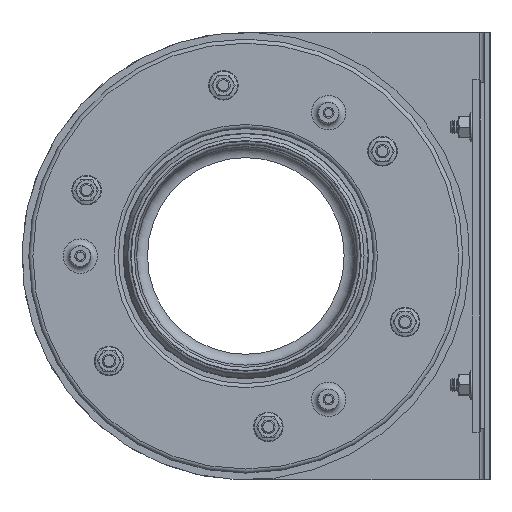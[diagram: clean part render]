
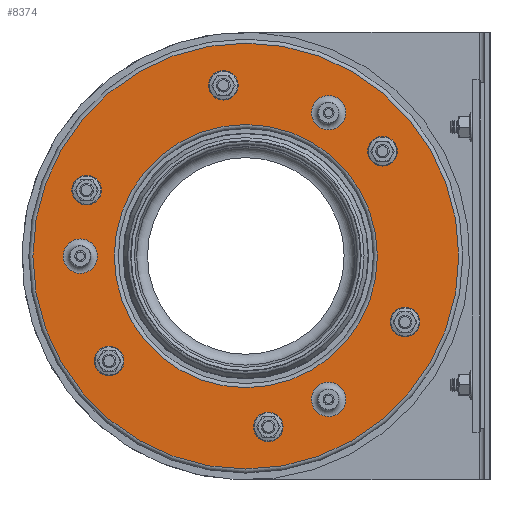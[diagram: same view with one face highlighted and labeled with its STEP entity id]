
A CAD part, top view. The second image highlights one B-rep face of the part: STEP entity #8374.
In plain terms, the highlighted planar face has unit normal (0, 0, 1).
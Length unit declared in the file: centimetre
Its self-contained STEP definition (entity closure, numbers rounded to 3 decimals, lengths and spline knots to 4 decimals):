
#177=FACE_BOUND('',#1367,.T.);
#178=FACE_BOUND('',#1368,.T.);
#179=FACE_BOUND('',#1369,.T.);
#180=FACE_BOUND('',#1370,.T.);
#181=FACE_BOUND('',#1371,.T.);
#182=FACE_BOUND('',#1372,.T.);
#183=FACE_BOUND('',#1373,.T.);
#184=FACE_BOUND('',#1374,.T.);
#185=FACE_BOUND('',#1375,.T.);
#186=FACE_BOUND('',#1376,.T.);
#378=PLANE('',#9170);
#763=FACE_OUTER_BOUND('',#1366,.T.);
#1366=EDGE_LOOP('',(#6023));
#1367=EDGE_LOOP('',(#6024));
#1368=EDGE_LOOP('',(#6025));
#1369=EDGE_LOOP('',(#6026));
#1370=EDGE_LOOP('',(#6027));
#1371=EDGE_LOOP('',(#6028));
#1372=EDGE_LOOP('',(#6029));
#1373=EDGE_LOOP('',(#6030));
#1374=EDGE_LOOP('',(#6031));
#1375=EDGE_LOOP('',(#6032));
#1376=EDGE_LOOP('',(#6033));
#2995=CIRCLE('',#9150,7.);
#2997=CIRCLE('',#9153,7.);
#2999=CIRCLE('',#9156,7.);
#3001=CIRCLE('',#9159,7.);
#3003=CIRCLE('',#9162,7.);
#3005=CIRCLE('',#9165,7.);
#3006=CIRCLE('',#9167,12.6579);
#3009=CIRCLE('',#9171,157.);
#3010=CIRCLE('',#9172,12.6579);
#3011=CIRCLE('',#9173,97.);
#3012=CIRCLE('',#9174,12.6579);
#3609=VERTEX_POINT('',#13573);
#3611=VERTEX_POINT('',#13579);
#3613=VERTEX_POINT('',#13585);
#3615=VERTEX_POINT('',#13591);
#3617=VERTEX_POINT('',#13597);
#3619=VERTEX_POINT('',#13603);
#3620=VERTEX_POINT('',#13607);
#3622=VERTEX_POINT('',#13613);
#3623=VERTEX_POINT('',#13615);
#3624=VERTEX_POINT('',#13617);
#3625=VERTEX_POINT('',#13619);
#4469=EDGE_CURVE('',#3609,#3609,#2995,.T.);
#4472=EDGE_CURVE('',#3611,#3611,#2997,.T.);
#4475=EDGE_CURVE('',#3613,#3613,#2999,.T.);
#4478=EDGE_CURVE('',#3615,#3615,#3001,.T.);
#4481=EDGE_CURVE('',#3617,#3617,#3003,.T.);
#4484=EDGE_CURVE('',#3619,#3619,#3005,.T.);
#4485=EDGE_CURVE('',#3620,#3620,#3006,.T.);
#4488=EDGE_CURVE('',#3622,#3622,#3009,.T.);
#4489=EDGE_CURVE('',#3623,#3623,#3010,.T.);
#4490=EDGE_CURVE('',#3624,#3624,#3011,.T.);
#4491=EDGE_CURVE('',#3625,#3625,#3012,.T.);
#6023=ORIENTED_EDGE('',*,*,#4488,.F.);
#6024=ORIENTED_EDGE('',*,*,#4469,.T.);
#6025=ORIENTED_EDGE('',*,*,#4472,.T.);
#6026=ORIENTED_EDGE('',*,*,#4475,.T.);
#6027=ORIENTED_EDGE('',*,*,#4478,.T.);
#6028=ORIENTED_EDGE('',*,*,#4481,.T.);
#6029=ORIENTED_EDGE('',*,*,#4484,.T.);
#6030=ORIENTED_EDGE('',*,*,#4489,.F.);
#6031=ORIENTED_EDGE('',*,*,#4490,.T.);
#6032=ORIENTED_EDGE('',*,*,#4491,.F.);
#6033=ORIENTED_EDGE('',*,*,#4485,.F.);
#8374=ADVANCED_FACE('',(#763,#177,#178,#179,#180,#181,#182,#183,#184,#185,
#186),#378,.T.);
#9150=AXIS2_PLACEMENT_3D('',#13575,#10824,#10825);
#9153=AXIS2_PLACEMENT_3D('',#13581,#10831,#10832);
#9156=AXIS2_PLACEMENT_3D('',#13587,#10838,#10839);
#9159=AXIS2_PLACEMENT_3D('',#13593,#10845,#10846);
#9162=AXIS2_PLACEMENT_3D('',#13599,#10852,#10853);
#9165=AXIS2_PLACEMENT_3D('',#13605,#10859,#10860);
#9167=AXIS2_PLACEMENT_3D('',#13608,#10863,#10864);
#9170=AXIS2_PLACEMENT_3D('',#13612,#10869,#10870);
#9171=AXIS2_PLACEMENT_3D('',#13614,#10871,#10872);
#9172=AXIS2_PLACEMENT_3D('',#13616,#10873,#10874);
#9173=AXIS2_PLACEMENT_3D('',#13618,#10875,#10876);
#9174=AXIS2_PLACEMENT_3D('',#13620,#10877,#10878);
#10824=DIRECTION('center_axis',(0.,0.,
-1.));
#10825=DIRECTION('ref_axis',(-0.866,0.5,0.));
#10831=DIRECTION('center_axis',(0.,0.,
-1.));
#10832=DIRECTION('ref_axis',(0.866,0.5,0.));
#10838=DIRECTION('center_axis',(0.,0.,
-1.));
#10839=DIRECTION('ref_axis',(0.866,-0.5,0.));
#10845=DIRECTION('center_axis',(0.,0.,
-1.));
#10846=DIRECTION('ref_axis',(0.,1.,0.));
#10852=DIRECTION('center_axis',(0.,0.,
-1.));
#10853=DIRECTION('ref_axis',(-0.866,-0.5,0.));
#10859=DIRECTION('center_axis',(0.,0.,
-1.));
#10860=DIRECTION('ref_axis',(0.,-1.,0.));
#10863=DIRECTION('center_axis',(0.,0.,
1.));
#10864=DIRECTION('ref_axis',(0.5,0.866,0.));
#10869=DIRECTION('center_axis',(0.,0.,
1.));
#10870=DIRECTION('ref_axis',(0.,1.,0.));
#10871=DIRECTION('center_axis',(0.,0.,
-1.));
#10872=DIRECTION('ref_axis',(1.,0.,0.));
#10873=DIRECTION('center_axis',(0.,0.,
1.));
#10874=DIRECTION('ref_axis',(0.5,-0.866,0.));
#10875=DIRECTION('center_axis',(0.,0.,
-1.));
#10876=DIRECTION('ref_axis',(1.,0.,0.));
#10877=DIRECTION('center_axis',(0.,0.,
1.));
#10878=DIRECTION('ref_axis',(-1.,0.,0.));
#13573=CARTESIAN_POINT('',(-124.2349,202.6557,55.5517));
#13575=CARTESIAN_POINT('Origin',(-130.2971,206.1557,55.5517));
#13579=CARTESIAN_POINT('',(-2.4498,28.1414,55.5517));
#13581=CARTESIAN_POINT('Origin',(3.6124,31.6414,55.5517));
#13585=CARTESIAN_POINT('',(-103.2056,-42.1713,55.5517));
#13587=CARTESIAN_POINT('Origin',(-97.1435,-45.6713,55.5517));
#13591=CARTESIAN_POINT('',(-12.9644,150.5549,55.5517));
#13593=CARTESIAN_POINT('Origin',(-12.9644,157.5549,55.5517));
#13597=CARTESIAN_POINT('',(-224.9908,132.343,55.5517));
#13599=CARTESIAN_POINT('Origin',(-231.053,128.843,55.5517));
#13603=CARTESIAN_POINT('',(-214.4762,9.9295,55.5517));
#13605=CARTESIAN_POINT('Origin',(-214.4762,2.9295,55.5517));
#13607=CARTESIAN_POINT('',(-40.0624,185.8973,55.5517));
#13608=CARTESIAN_POINT('Origin',(-52.7203,185.8973,55.5517));
#13612=CARTESIAN_POINT('Origin',(13.2797,80.2422,55.5517));
#13613=CARTESIAN_POINT('',(-113.7203,237.2422,55.5517));
#13614=CARTESIAN_POINT('Origin',(-113.7203,80.2422,55.5517));
#13615=CARTESIAN_POINT('',(-40.0624,-25.4129,55.5517));
#13616=CARTESIAN_POINT('Origin',(-52.7203,-25.4129,55.5517));
#13617=CARTESIAN_POINT('',(-113.7203,177.2422,55.5517));
#13618=CARTESIAN_POINT('Origin',(-113.7203,80.2422,55.5517));
#13619=CARTESIAN_POINT('',(-223.0624,80.2422,55.5517));
#13620=CARTESIAN_POINT('Origin',(-235.7203,80.2422,55.5517));
